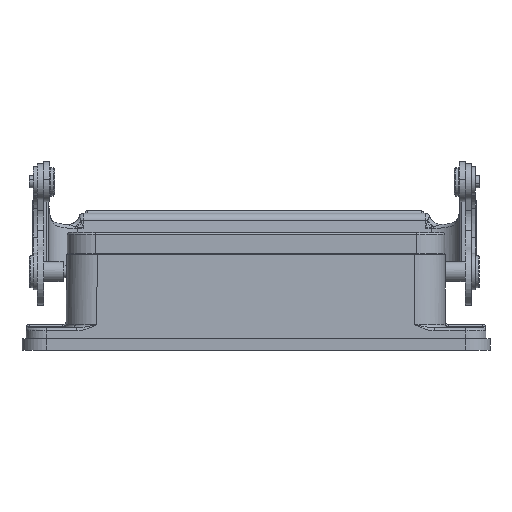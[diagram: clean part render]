
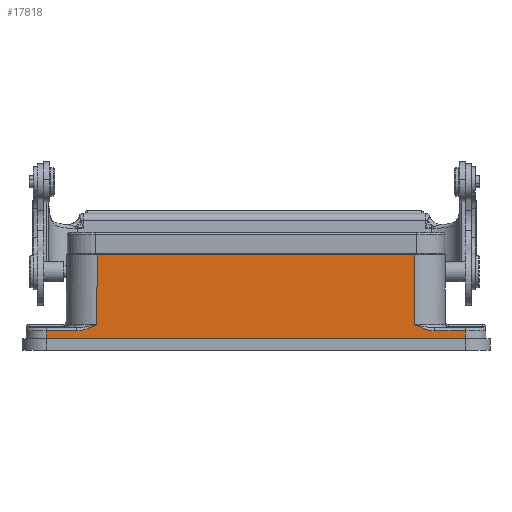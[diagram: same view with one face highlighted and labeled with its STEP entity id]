
A CAD part, front view. The second image highlights one B-rep face of the part: STEP entity #17818.
In plain terms, the highlighted planar face has unit normal (0, -1, 0.009).
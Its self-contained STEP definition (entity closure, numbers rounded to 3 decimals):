
#313=DIRECTION('',(-0.009,-0.009,-1.));
#314=VECTOR('',#313,3.206);
#315=CARTESIAN_POINT('',(6.028,28.602,-85.893));
#316=LINE('',#315,#314);
#342=CARTESIAN_POINT('',(13.47,28.602,-85.892));
#343=CARTESIAN_POINT('',(13.688,28.602,-85.892));
#344=CARTESIAN_POINT('',(14.118,28.602,-85.862));
#345=CARTESIAN_POINT('',(14.752,28.603,-85.748));
#346=CARTESIAN_POINT('',(15.377,28.605,-85.58));
#347=CARTESIAN_POINT('',(16.196,28.607,-85.299));
#348=CARTESIAN_POINT('',(17.186,28.611,-84.874));
#349=CARTESIAN_POINT('',(17.962,28.614,-84.495));
#350=CARTESIAN_POINT('',(18.35,28.616,-84.306));
#352=DIRECTION('',(0.009,0.009,1.));
#353=VECTOR('',#352,17.208);
#354=CARTESIAN_POINT('',(18.35,28.616,-84.306));
#355=LINE('',#354,#353);
#366=DIRECTION('',(1.,0.,0.));
#367=VECTOR('',#366,103.);
#368=CARTESIAN_POINT('',(6.,28.574,-89.099));
#369=LINE('',#368,#367);
#391=DIRECTION('',(-0.009,0.009,1.));
#392=VECTOR('',#391,3.207);
#393=CARTESIAN_POINT('',(109.,28.574,-89.099));
#394=LINE('',#393,#392);
#627=DIRECTION('',(-1.,0.,0.));
#628=VECTOR('',#627,7.592);
#629=CARTESIAN_POINT('',(108.972,28.602,-85.892));
#630=LINE('',#629,#628);
#631=CARTESIAN_POINT('',(101.38,28.602,-85.892));
#632=CARTESIAN_POINT('',(101.062,28.602,-85.896));
#633=CARTESIAN_POINT('',(100.382,28.602,-85.833));
#634=CARTESIAN_POINT('',(99.038,28.606,-85.457));
#635=CARTESIAN_POINT('',(97.933,28.61,-84.995));
#636=CARTESIAN_POINT('',(96.992,28.613,-84.554));
#637=CARTESIAN_POINT('',(96.5,28.616,-84.306));
#659=DIRECTION('',(0.,0.009,1.));
#660=VECTOR('',#659,17.208);
#661=CARTESIAN_POINT('',(96.5,28.616,-84.306));
#662=LINE('',#661,#660);
#685=DIRECTION('',(-1.,0.,0.));
#686=VECTOR('',#685,78.);
#687=CARTESIAN_POINT('',(96.5,28.766,-67.099));
#688=LINE('',#687,#686);
#953=DIRECTION('',(-1.,0.,0.));
#954=VECTOR('',#953,7.442);
#955=CARTESIAN_POINT('',(13.47,28.602,-85.892));
#956=LINE('',#955,#954);
#13974=VERTEX_POINT('',#342);
#13975=VERTEX_POINT('',#350);
#13976=CARTESIAN_POINT('',(18.5,28.766,
-67.099));
#13977=VERTEX_POINT('',#13976);
#13978=CARTESIAN_POINT('',(96.5,28.766,
-67.099));
#13979=VERTEX_POINT('',#13978);
#13980=VERTEX_POINT('',#631);
#13981=VERTEX_POINT('',#637);
#13990=CARTESIAN_POINT('',(6.,28.574,
-89.099));
#13991=CARTESIAN_POINT('',(109.,28.574,
-89.099));
#13992=VERTEX_POINT('',#13990);
#13993=VERTEX_POINT('',#13991);
#14004=CARTESIAN_POINT('',(108.972,28.602,
-85.892));
#14005=VERTEX_POINT('',#14004);
#14187=CARTESIAN_POINT('',(6.028,28.602,
-85.893));
#14188=VERTEX_POINT('',#14187);
#17792=CARTESIAN_POINT('',(57.5,28.67,
-78.099));
#17793=DIRECTION('',(0.,1.,-0.009));
#17794=DIRECTION('',(0.,-0.009,-1.));
#17795=AXIS2_PLACEMENT_3D('',#17792,#17793,#17794);
#17796=PLANE('',#17795);
#17798=ORIENTED_EDGE('',*,*,#17797,.F.);
#17799=ORIENTED_EDGE('',*,*,#17781,.F.);
#17801=ORIENTED_EDGE('',*,*,#17800,.F.);
#17803=ORIENTED_EDGE('',*,*,#17802,.T.);
#17805=ORIENTED_EDGE('',*,*,#17804,.T.);
#17807=ORIENTED_EDGE('',*,*,#17806,.F.);
#17809=ORIENTED_EDGE('',*,*,#17808,.F.);
#17811=ORIENTED_EDGE('',*,*,#17810,.F.);
#17813=ORIENTED_EDGE('',*,*,#17812,.F.);
#17815=ORIENTED_EDGE('',*,*,#17814,.F.);
#17816=EDGE_LOOP('',(#17798,#17799,#17801,#17803,#17805,#17807,#17809,#17811,
#17813,#17815));
#17817=FACE_OUTER_BOUND('',#17816,.F.);
#351=B_SPLINE_CURVE_WITH_KNOTS('',3,(#342,#343,#344,#345,#346,#347,#348,#349,
#350),.UNSPECIFIED.,.F.,.F.,(4,1,1,1,1,1,4),(0.,0.125,
0.25,0.375,0.5,0.75,1.),
.UNSPECIFIED.);
#638=B_SPLINE_CURVE_WITH_KNOTS('',3,(#631,#632,#633,#634,#635,#636,#637),
.UNSPECIFIED.,.F.,.F.,(4,1,1,1,4),(0.,0.25,0.5,0.75,1.),
.UNSPECIFIED.);
#17781=EDGE_CURVE('',#14188,#13992,#316,.T.);
#17797=EDGE_CURVE('',#13992,#13993,#369,.T.);
#17800=EDGE_CURVE('',#13974,#14188,#956,.T.);
#17802=EDGE_CURVE('',#13974,#13975,#351,.T.);
#17804=EDGE_CURVE('',#13975,#13977,#355,.T.);
#17806=EDGE_CURVE('',#13979,#13977,#688,.T.);
#17808=EDGE_CURVE('',#13981,#13979,#662,.T.);
#17810=EDGE_CURVE('',#13980,#13981,#638,.T.);
#17812=EDGE_CURVE('',#14005,#13980,#630,.T.);
#17814=EDGE_CURVE('',#13993,#14005,#394,.T.);
#17818=ADVANCED_FACE('',(#17817),#17796,.F.);
